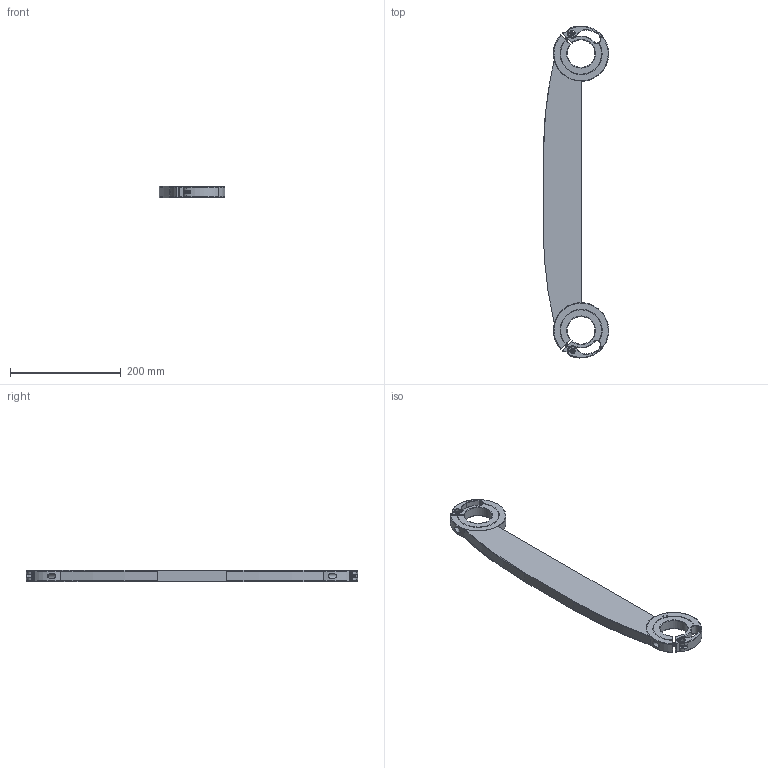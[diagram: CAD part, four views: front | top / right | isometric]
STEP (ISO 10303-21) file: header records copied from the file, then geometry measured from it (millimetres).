
FILE_DESCRIPTION(/* description */ (''),/* implementation_level */ '2;1');
FILE_NAME(/* name */ 'SEAT CLAMP v1.step',/* time_stamp */ '2023-11-20T20:39:57-05:00',/* author */ (''),/* organization */ (''),/* preprocessor_version */ 'ST-DEVELOPER v20',/* originating_system */ 'Autodesk Translation Framework v12.14.0.127',/* authorisation */ '');
FILE_SCHEMA (('AUTOMOTIVE_DESIGN { 1 0 10303 214 3 1 1 }'));
Products named in the file (1): (Unsaved)
Bounding box: 118.49 x 599.15 x 20 mm (x, y, z)
Volume: 742430.9 mm3; surface area: 122940.8 mm2
Topology: 5 solids, 5 shells, 476 faces, 1254 edges, 779 vertices
Faces by surface type: cylinder 278, plane 73, torus 60, cone 31, bspline 26, sphere 8
Full cylindrical faces by diameter (mm): 4.701 x86, 6 x86, 9 x5, 10 x3, 10.005 x2
Entity records: 33540 total; most frequent: CARTESIAN_POINT 22717, ORIENTED_EDGE 2500, DIRECTION 2053, EDGE_CURVE 1250, AXIS2_PLACEMENT_3D 828, VERTEX_POINT 779, EDGE_LOOP 499, FACE_OUTER_BOUND 476
